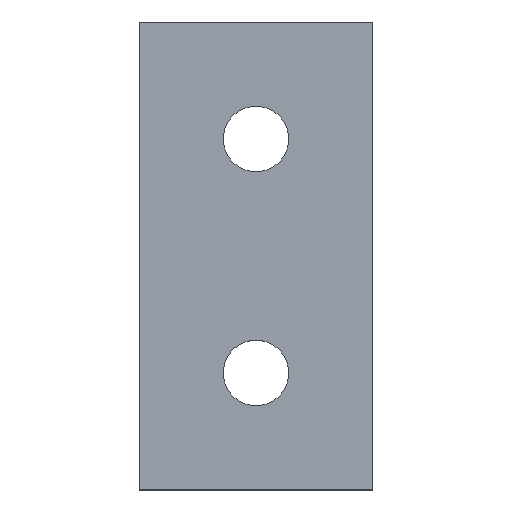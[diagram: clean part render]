
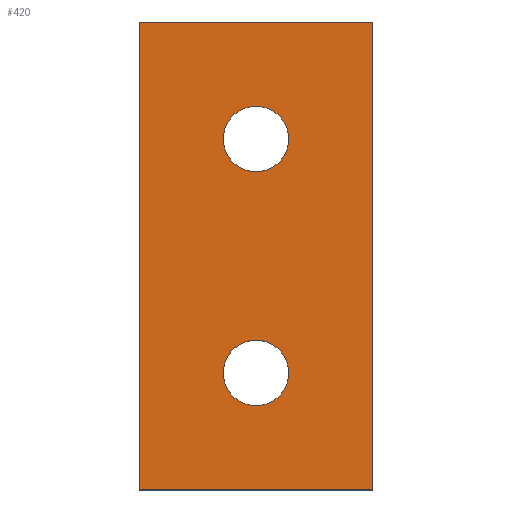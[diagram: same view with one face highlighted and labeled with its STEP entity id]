
A CAD part, top view. The second image highlights one B-rep face of the part: STEP entity #420.
In plain terms, the highlighted planar face has unit normal (0, 0, 1).
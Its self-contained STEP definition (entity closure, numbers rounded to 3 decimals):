
#132=CARTESIAN_POINT('',(0.14,1.0,0.188));
#133=VERTEX_POINT('',#132);
#149=CARTESIAN_POINT('',(-0.14,1.0,0.188));
#150=VERTEX_POINT('',#149);
#157=CARTESIAN_POINT('',(0.0,1.0,0.188));
#158=DIRECTION('',(0.0,0.0,-1.0));
#159=DIRECTION('',(1.0,0.0,0.0));
#160=AXIS2_PLACEMENT_3D('',#157,#158,#159);
#161=CIRCLE('',#160,0.14);
#162=EDGE_CURVE('',#133,#150,#161,.T.);
#174=CARTESIAN_POINT('',(0.14,0.0,0.188));
#175=VERTEX_POINT('',#174);
#191=CARTESIAN_POINT('',(-0.14,0.,0.188));
#192=VERTEX_POINT('',#191);
#199=CARTESIAN_POINT('',(0.0,0.0,0.188));
#200=DIRECTION('',(0.0,0.0,-1.0));
#201=DIRECTION('',(1.0,0.0,0.0));
#202=AXIS2_PLACEMENT_3D('',#199,#200,#201);
#203=CIRCLE('',#202,0.14);
#204=EDGE_CURVE('',#175,#192,#203,.T.);
#215=CARTESIAN_POINT('',(0.0,0.0,0.188));
#216=DIRECTION('',(0.0,0.0,-1.0));
#217=DIRECTION('',(1.0,0.0,0.0));
#218=AXIS2_PLACEMENT_3D('',#215,#216,#217);
#219=CIRCLE('',#218,0.14);
#220=EDGE_CURVE('',#192,#175,#219,.T.);
#239=CARTESIAN_POINT('',(0.0,1.0,0.188));
#240=DIRECTION('',(0.0,0.0,-1.0));
#241=DIRECTION('',(1.0,0.0,0.0));
#242=AXIS2_PLACEMENT_3D('',#239,#240,#241);
#243=CIRCLE('',#242,0.14);
#244=EDGE_CURVE('',#150,#133,#243,.T.);
#262=CARTESIAN_POINT('',(-0.5,-0.5,0.188));
#263=VERTEX_POINT('',#262);
#264=CARTESIAN_POINT('',(-0.5,1.5,0.188));
#265=VERTEX_POINT('',#264);
#266=CARTESIAN_POINT('',(-0.5,-0.5,0.188));
#267=DIRECTION('',(0.0,1.0,0.0));
#268=VECTOR('',#267,2.0);
#269=LINE('',#266,#268);
#270=EDGE_CURVE('',#263,#265,#269,.T.);
#302=CARTESIAN_POINT('',(0.5,1.5,0.188));
#303=VERTEX_POINT('',#302);
#304=CARTESIAN_POINT('',(-0.5,1.5,0.188));
#305=DIRECTION('',(1.0,0.0,0.0));
#306=VECTOR('',#305,1.0);
#307=LINE('',#304,#306);
#308=EDGE_CURVE('',#265,#303,#307,.T.);
#333=CARTESIAN_POINT('',(0.5,-0.5,0.188));
#334=VERTEX_POINT('',#333);
#335=CARTESIAN_POINT('',(0.5,1.5,0.188));
#336=DIRECTION('',(0.0,-1.0,0.0));
#337=VECTOR('',#336,2.0);
#338=LINE('',#335,#337);
#339=EDGE_CURVE('',#303,#334,#338,.T.);
#364=CARTESIAN_POINT('',(0.5,-0.5,0.188));
#365=DIRECTION('',(-1.0,0.0,0.0));
#366=VECTOR('',#365,1.0);
#367=LINE('',#364,#366);
#368=EDGE_CURVE('',#334,#263,#367,.T.);
#401=CARTESIAN_POINT('',(-0.5,-0.5,0.188));
#402=DIRECTION('',(0.0,0.0,-1.0));
#403=DIRECTION('',(-1.0,0.0,0.0));
#404=AXIS2_PLACEMENT_3D('',#401,#402,#403);
#405=PLANE('',#404);
#406=ORIENTED_EDGE('',*,*,#270,.F.);
#407=ORIENTED_EDGE('',*,*,#368,.F.);
#408=ORIENTED_EDGE('',*,*,#339,.F.);
#409=ORIENTED_EDGE('',*,*,#308,.F.);
#410=EDGE_LOOP('',(#406,#407,#408,#409));
#411=FACE_OUTER_BOUND('',#410,.T.);
#412=ORIENTED_EDGE('',*,*,#204,.T.);
#413=ORIENTED_EDGE('',*,*,#220,.T.);
#414=EDGE_LOOP('',(#412,#413));
#415=FACE_BOUND('',#414,.T.);
#416=ORIENTED_EDGE('',*,*,#162,.T.);
#417=ORIENTED_EDGE('',*,*,#244,.T.);
#418=EDGE_LOOP('',(#416,#417));
#419=FACE_BOUND('',#418,.T.);
#420=ADVANCED_FACE('',(#411,#415,#419),#405,.F.);
